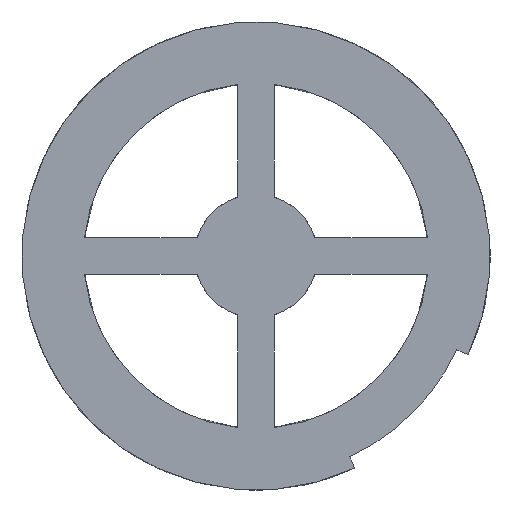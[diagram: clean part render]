
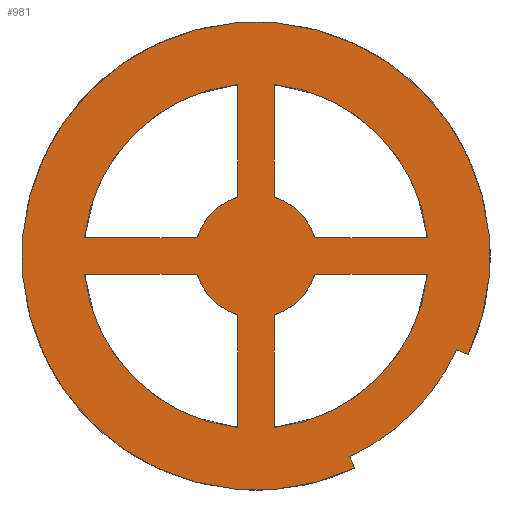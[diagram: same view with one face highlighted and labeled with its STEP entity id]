
A CAD part, front view. The second image highlights one B-rep face of the part: STEP entity #981.
In plain terms, the highlighted planar face has unit normal (0, -1, 0).
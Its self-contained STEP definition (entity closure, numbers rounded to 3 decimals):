
#25=FACE_BOUND('',#151,.T.);
#26=FACE_BOUND('',#152,.T.);
#27=FACE_BOUND('',#153,.T.);
#28=FACE_BOUND('',#154,.T.);
#50=PLANE('',#1081);
#94=FACE_OUTER_BOUND('',#150,.T.);
#150=EDGE_LOOP('',(#780,#781,#782,#783,#784));
#151=EDGE_LOOP('',(#785,#786,#787,#788));
#152=EDGE_LOOP('',(#789,#790,#791,#792));
#153=EDGE_LOOP('',(#793,#794,#795,#796));
#154=EDGE_LOOP('',(#797,#798,#799,#800));
#181=LINE('',#1479,#270);
#224=LINE('',#1612,#313);
#225=LINE('',#1617,#314);
#226=LINE('',#1620,#315);
#227=LINE('',#1625,#316);
#228=LINE('',#1628,#317);
#229=LINE('',#1631,#318);
#230=LINE('',#1635,#319);
#231=LINE('',#1641,#320);
#232=LINE('',#1644,#321);
#270=VECTOR('',#1178,10.);
#313=VECTOR('',#1313,10.);
#314=VECTOR('',#1316,10.);
#315=VECTOR('',#1319,10.);
#316=VECTOR('',#1322,10.);
#317=VECTOR('',#1325,10.);
#318=VECTOR('',#1326,10.);
#319=VECTOR('',#1329,10.);
#320=VECTOR('',#1334,10.);
#321=VECTOR('',#1337,10.);
#387=CIRCLE('',#1082,95.);
#388=CIRCLE('',#1083,90.018);
#389=CIRCLE('',#1084,90.);
#390=CIRCLE('',#1085,70.);
#391=CIRCLE('',#1086,25.);
#392=CIRCLE('',#1087,25.);
#393=CIRCLE('',#1088,70.);
#394=CIRCLE('',#1089,70.);
#395=CIRCLE('',#1090,25.);
#396=CIRCLE('',#1091,25.);
#397=CIRCLE('',#1092,70.);
#424=VERTEX_POINT('',#1476);
#425=VERTEX_POINT('',#1478);
#467=VERTEX_POINT('',#1606);
#468=VERTEX_POINT('',#1608);
#469=VERTEX_POINT('',#1610);
#470=VERTEX_POINT('',#1613);
#471=VERTEX_POINT('',#1614);
#472=VERTEX_POINT('',#1616);
#473=VERTEX_POINT('',#1618);
#474=VERTEX_POINT('',#1621);
#475=VERTEX_POINT('',#1622);
#476=VERTEX_POINT('',#1624);
#477=VERTEX_POINT('',#1626);
#478=VERTEX_POINT('',#1629);
#479=VERTEX_POINT('',#1630);
#480=VERTEX_POINT('',#1632);
#481=VERTEX_POINT('',#1634);
#482=VERTEX_POINT('',#1637);
#483=VERTEX_POINT('',#1638);
#484=VERTEX_POINT('',#1640);
#485=VERTEX_POINT('',#1642);
#523=EDGE_CURVE('',#424,#425,#181,.T.);
#587=EDGE_CURVE('',#425,#467,#387,.T.);
#588=EDGE_CURVE('',#468,#424,#388,.T.);
#589=EDGE_CURVE('',#469,#468,#389,.T.);
#590=EDGE_CURVE('',#467,#469,#224,.T.);
#591=EDGE_CURVE('',#470,#471,#390,.T.);
#592=EDGE_CURVE('',#472,#470,#225,.T.);
#593=EDGE_CURVE('',#473,#472,#391,.F.);
#594=EDGE_CURVE('',#471,#473,#226,.T.);
#595=EDGE_CURVE('',#474,#475,#392,.F.);
#596=EDGE_CURVE('',#476,#474,#227,.T.);
#597=EDGE_CURVE('',#477,#476,#393,.T.);
#598=EDGE_CURVE('',#475,#477,#228,.T.);
#599=EDGE_CURVE('',#478,#479,#229,.T.);
#600=EDGE_CURVE('',#480,#478,#394,.T.);
#601=EDGE_CURVE('',#481,#480,#230,.T.);
#602=EDGE_CURVE('',#479,#481,#395,.F.);
#603=EDGE_CURVE('',#482,#483,#396,.F.);
#604=EDGE_CURVE('',#484,#482,#231,.T.);
#605=EDGE_CURVE('',#485,#484,#397,.T.);
#606=EDGE_CURVE('',#483,#485,#232,.T.);
#780=ORIENTED_EDGE('',*,*,#587,.F.);
#781=ORIENTED_EDGE('',*,*,#523,.F.);
#782=ORIENTED_EDGE('',*,*,#588,.F.);
#783=ORIENTED_EDGE('',*,*,#589,.F.);
#784=ORIENTED_EDGE('',*,*,#590,.F.);
#785=ORIENTED_EDGE('',*,*,#591,.F.);
#786=ORIENTED_EDGE('',*,*,#592,.F.);
#787=ORIENTED_EDGE('',*,*,#593,.F.);
#788=ORIENTED_EDGE('',*,*,#594,.F.);
#789=ORIENTED_EDGE('',*,*,#595,.F.);
#790=ORIENTED_EDGE('',*,*,#596,.F.);
#791=ORIENTED_EDGE('',*,*,#597,.F.);
#792=ORIENTED_EDGE('',*,*,#598,.F.);
#793=ORIENTED_EDGE('',*,*,#599,.F.);
#794=ORIENTED_EDGE('',*,*,#600,.F.);
#795=ORIENTED_EDGE('',*,*,#601,.F.);
#796=ORIENTED_EDGE('',*,*,#602,.F.);
#797=ORIENTED_EDGE('',*,*,#603,.F.);
#798=ORIENTED_EDGE('',*,*,#604,.F.);
#799=ORIENTED_EDGE('',*,*,#605,.F.);
#800=ORIENTED_EDGE('',*,*,#606,.F.);
#981=ADVANCED_FACE('',(#94,#25,#26,#27,#28),#50,.F.);
#1081=AXIS2_PLACEMENT_3D('',#1605,#1305,#1306);
#1082=AXIS2_PLACEMENT_3D('',#1607,#1307,#1308);
#1083=AXIS2_PLACEMENT_3D('',#1609,#1309,#1310);
#1084=AXIS2_PLACEMENT_3D('',#1611,#1311,#1312);
#1085=AXIS2_PLACEMENT_3D('',#1615,#1314,#1315);
#1086=AXIS2_PLACEMENT_3D('',#1619,#1317,#1318);
#1087=AXIS2_PLACEMENT_3D('',#1623,#1320,#1321);
#1088=AXIS2_PLACEMENT_3D('',#1627,#1323,#1324);
#1089=AXIS2_PLACEMENT_3D('',#1633,#1327,#1328);
#1090=AXIS2_PLACEMENT_3D('',#1636,#1330,#1331);
#1091=AXIS2_PLACEMENT_3D('',#1639,#1332,#1333);
#1092=AXIS2_PLACEMENT_3D('',#1643,#1335,#1336);
#1178=DIRECTION('',(0.423,0.,-0.906));
#1305=DIRECTION('center_axis',(0.,1.,0.));
#1306=DIRECTION('ref_axis',(1.,0.,0.));
#1307=DIRECTION('center_axis',(0.,1.,0.));
#1308=DIRECTION('ref_axis',(1.,0.,0.));
#1309=DIRECTION('center_axis',(0.,1.,0.));
#1310=DIRECTION('ref_axis',(0.906,0.,-0.423));
#1311=DIRECTION('center_axis',(0.,1.,0.));
#1312=DIRECTION('ref_axis',(1.,0.,0.));
#1313=DIRECTION('',(-0.906,0.,0.423));
#1314=DIRECTION('center_axis',(0.,-1.,0.));
#1315=DIRECTION('ref_axis',(1.,0.,0.));
#1316=DIRECTION('',(1.,0.,0.));
#1317=DIRECTION('center_axis',(0.,-1.,0.));
#1318=DIRECTION('ref_axis',(1.,0.,0.));
#1319=DIRECTION('',(0.,0.,-1.));
#1320=DIRECTION('center_axis',(0.,-1.,0.));
#1321=DIRECTION('ref_axis',(1.,0.,0.));
#1322=DIRECTION('',(-1.,0.,0.));
#1323=DIRECTION('center_axis',(0.,-1.,0.));
#1324=DIRECTION('ref_axis',(1.,0.,0.));
#1325=DIRECTION('',(0.,0.,-1.));
#1326=DIRECTION('',(1.,0.,0.));
#1327=DIRECTION('center_axis',(0.,-1.,0.));
#1328=DIRECTION('ref_axis',(1.,0.,0.));
#1329=DIRECTION('',(0.,0.,1.));
#1330=DIRECTION('center_axis',(0.,-1.,0.));
#1331=DIRECTION('ref_axis',(1.,0.,0.));
#1332=DIRECTION('center_axis',(0.,-1.,0.));
#1333=DIRECTION('ref_axis',(1.,0.,0.));
#1334=DIRECTION('',(0.,0.,1.));
#1335=DIRECTION('center_axis',(0.,-1.,0.));
#1336=DIRECTION('ref_axis',(1.,0.,0.));
#1337=DIRECTION('',(-1.,0.,0.));
#1476=CARTESIAN_POINT('',(38.019,-1.4,-81.552));
#1478=CARTESIAN_POINT('',(40.141,-1.4,-86.103));
#1479=CARTESIAN_POINT('',(19.006,-1.4,-40.778));
#1605=CARTESIAN_POINT('Origin',(0.,-1.4,93.852));
#1606=CARTESIAN_POINT('',(86.103,-1.4,-40.141));
#1607=CARTESIAN_POINT('Origin',(0.,-1.4,0.));
#1608=CARTESIAN_POINT('',(64.122,-1.4,-63.119));
#1609=CARTESIAN_POINT('Origin',(-0.032,-1.4,0.027));
#1610=CARTESIAN_POINT('',(81.551,-1.4,-38.018));
#1611=CARTESIAN_POINT('Origin',(-0.017,-1.4,0.017));
#1612=CARTESIAN_POINT('',(45.485,-1.4,-21.201));
#1613=CARTESIAN_POINT('',(69.597,-1.4,7.5));
#1614=CARTESIAN_POINT('',(7.5,-1.4,69.597));
#1615=CARTESIAN_POINT('Origin',(0.,-1.4,0.));
#1616=CARTESIAN_POINT('',(23.848,-1.4,7.5));
#1617=CARTESIAN_POINT('',(9.27,-1.4,7.5));
#1618=CARTESIAN_POINT('',(7.5,-1.4,23.848));
#1619=CARTESIAN_POINT('Origin',(0.,-1.4,0.));
#1620=CARTESIAN_POINT('',(7.5,-1.4,34.799));
#1621=CARTESIAN_POINT('',(23.848,-1.4,-7.5));
#1622=CARTESIAN_POINT('',(7.5,-1.4,-23.848));
#1623=CARTESIAN_POINT('Origin',(0.,-1.4,0.));
#1624=CARTESIAN_POINT('',(69.597,-1.4,-7.5));
#1625=CARTESIAN_POINT('',(34.799,-1.4,-7.5));
#1626=CARTESIAN_POINT('',(7.5,-1.4,-69.597));
#1627=CARTESIAN_POINT('Origin',(0.,-1.4,0.));
#1628=CARTESIAN_POINT('',(7.5,-1.4,-9.27));
#1629=CARTESIAN_POINT('',(-69.597,-1.4,7.5));
#1630=CARTESIAN_POINT('',(-23.848,-1.4,7.5));
#1631=CARTESIAN_POINT('',(-34.799,-1.4,7.5));
#1632=CARTESIAN_POINT('',(-7.5,-1.4,69.597));
#1633=CARTESIAN_POINT('Origin',(0.,-1.4,0.));
#1634=CARTESIAN_POINT('',(-7.5,-1.4,23.848));
#1635=CARTESIAN_POINT('',(-7.5,-1.4,9.27));
#1636=CARTESIAN_POINT('Origin',(0.,-1.4,0.));
#1637=CARTESIAN_POINT('',(-7.5,-1.4,-23.848));
#1638=CARTESIAN_POINT('',(-23.848,-1.4,-7.5));
#1639=CARTESIAN_POINT('Origin',(0.,-1.4,0.));
#1640=CARTESIAN_POINT('',(-7.5,-1.4,-69.597));
#1641=CARTESIAN_POINT('',(-7.5,-1.4,-34.799));
#1642=CARTESIAN_POINT('',(-69.597,-1.4,-7.5));
#1643=CARTESIAN_POINT('Origin',(0.,-1.4,0.));
#1644=CARTESIAN_POINT('',(-9.27,-1.4,-7.5));
